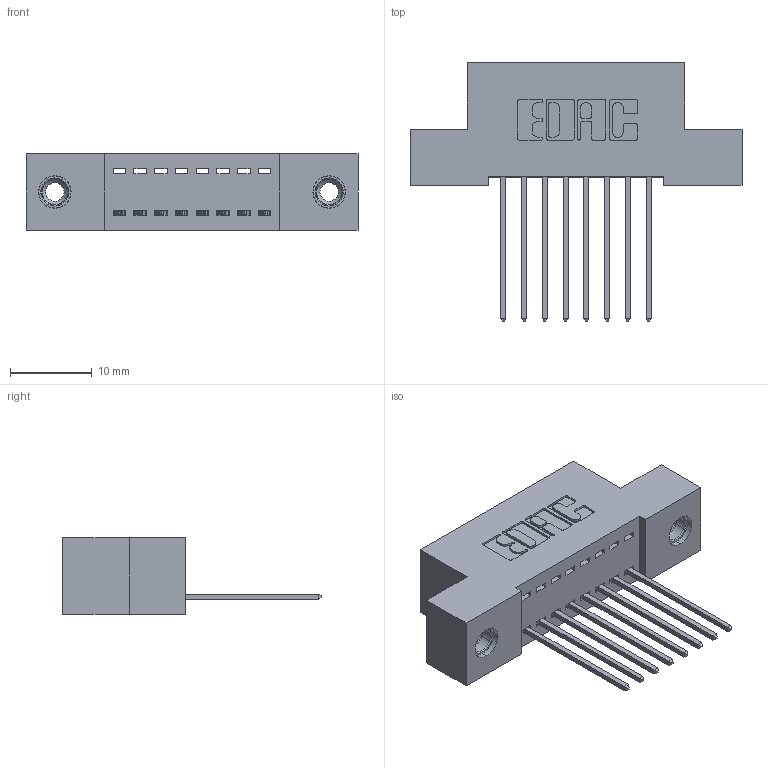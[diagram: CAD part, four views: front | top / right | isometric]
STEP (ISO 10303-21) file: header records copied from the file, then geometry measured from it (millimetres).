
FILE_DESCRIPTION (( 'STEP AP203' ), '1' );
FILE_NAME ('342-008-542-108.STEP', '2019-10-01T13:13:50', ( '' ), ( '' ), 'SwSTEP 2.0', 'SolidWorks 2016', '' );
FILE_SCHEMA (( 'CONFIG_CONTROL_DESIGN' ));
Length unit declared in the file: inch
Products named in the file (4): 342-008-542-108; 342 Part_TI; 345-292-001_345-293-142; 345-250-001_345-250-003-102
Assembly tree (11 placements, depth 2):
  342-008-542-108
    342 Part_TI
    345-292-001_345-293-142  x8
    345-250-001_345-250-003-102  x2
Bounding box: 40.64 x 31.63 x 9.4 mm (x, y, z)
Volume: 3450.2 mm3; surface area: 4558 mm2
Topology: 11 solids, 11 shells, 634 faces, 1843 edges, 1210 vertices
Faces by surface type: plane 434, cylinder 184, cone 12, torus 4
Entity records: 10360 total; most frequent: CARTESIAN_POINT 1773, ORIENTED_EDGE 1710, DIRECTION 1597, EDGE_CURVE 855, LINE 707, VECTOR 707, VERTEX_POINT 564, AXIS2_PLACEMENT_3D 445
